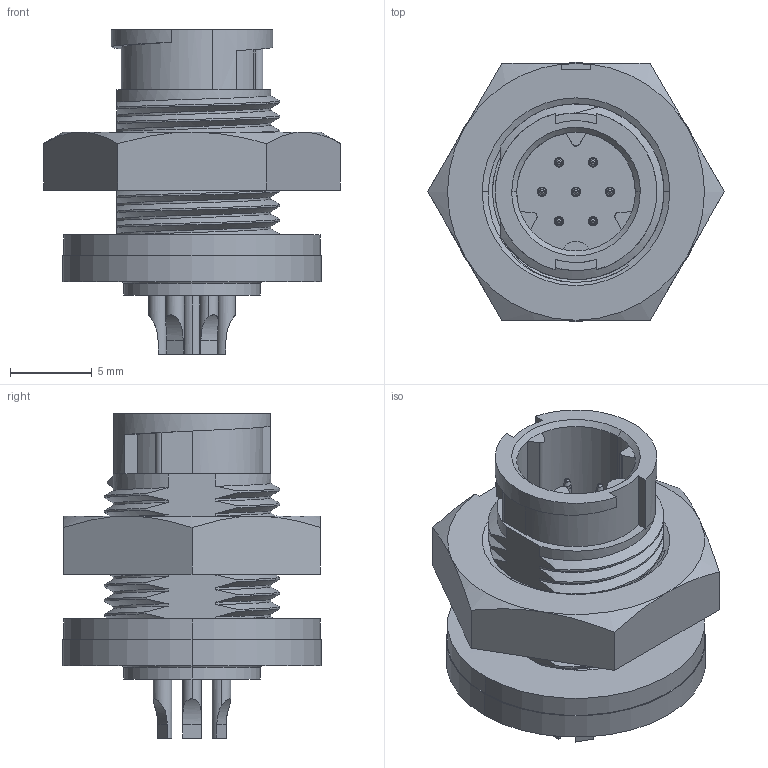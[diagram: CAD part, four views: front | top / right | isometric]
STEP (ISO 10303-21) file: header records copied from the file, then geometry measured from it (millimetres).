
FILE_DESCRIPTION (( 'STEP AP203' ), '1' );
FILE_NAME ('17982-7PG-3ES.STEP', '2016-11-21T20:07:20', ( '' ), ( '' ), 'SwSTEP 2.0', 'SolidWorks 2014', '' );
FILE_SCHEMA (( 'CONFIG_CONTROL_DESIGN' ));
Length unit declared in the file: inch
Products named in the file (1): 17982-7PG-3ES
Bounding box: 18.18 x 15.88 x 19.89 mm (x, y, z)
Volume: 1729.7 mm3; surface area: 2052.6 mm2
Topology: 2 solids, 2 shells, 257 faces, 675 edges, 441 vertices
Faces by surface type: cylinder 97, plane 66, torus 44, cone 26, bspline 24
Entity records: 19210 total; most frequent: CARTESIAN_POINT 13325, ORIENTED_EDGE 1350, DIRECTION 1034, EDGE_CURVE 675, VERTEX_POINT 441, AXIS2_PLACEMENT_3D 403, EDGE_LOOP 278, FACE_OUTER_BOUND 257
